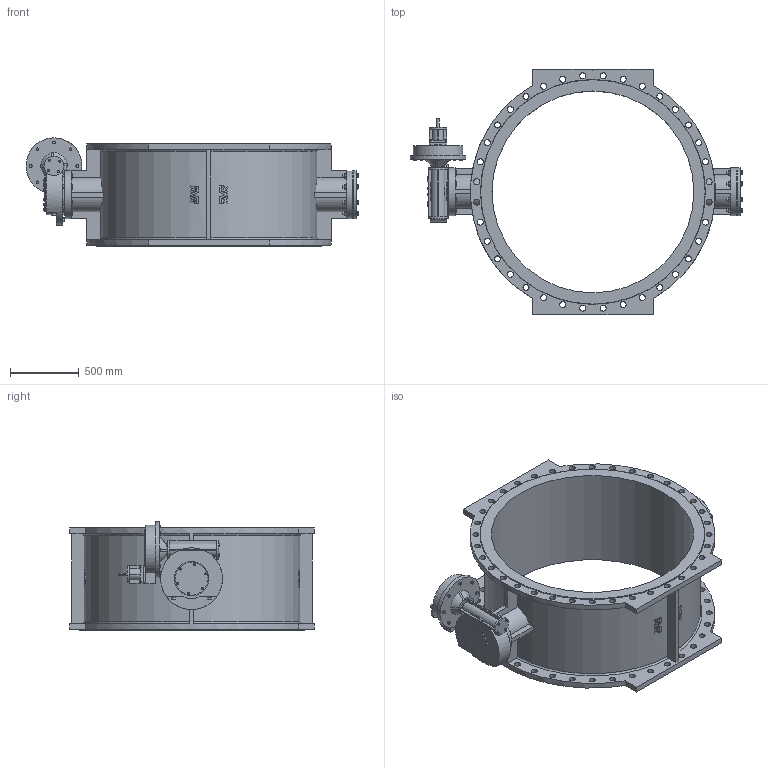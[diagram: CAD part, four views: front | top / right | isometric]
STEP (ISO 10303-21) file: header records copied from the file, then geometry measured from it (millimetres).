
FILE_DESCRIPTION (( 'STEP AP203' ), '1' );
FILE_NAME ('O_756_1_DN1500_0XX02_AA0_step.step', '2016-07-14T05:57:18', ( 'Windows User' ), ( 'AVK' ), 'SwSTEP 2.0', 'SolidWorks 2012', '' );
FILE_SCHEMA (( 'CONFIG_CONTROL_DESIGN' ));
Length unit declared in the file: millimetre
Products named in the file (1): O_756_1_DN1500_0XX02_AA0_step
Bounding box: 2419.5 x 1785 x 789 mm (x, y, z)
Volume: 310681618.2 mm3; surface area: 12698630.6 mm2
Topology: 1 solids, 1 shells, 1445 faces, 3684 edges, 2371 vertices
Faces by surface type: plane 731, cylinder 284, bspline 216, cone 204, torus 10
Full cylindrical faces by diameter (mm): 10 x4, 15 x14, 20 x23, 30 x18, 37 x24, 44 x72, 125 x1, 140 x1, 240 x1, 252.506 x1, 340 x1, 350 x3, 408 x1, 1471 x1, 1640 x2
Entity records: 50561 total; most frequent: CARTESIAN_POINT 18812, ORIENTED_EDGE 6800, DIRECTION 5614, EDGE_CURVE 3400, VERTEX_POINT 2264, AXIS2_PLACEMENT_3D 2142, EDGE_LOOP 1914, FACE_OUTER_BOUND 1614
